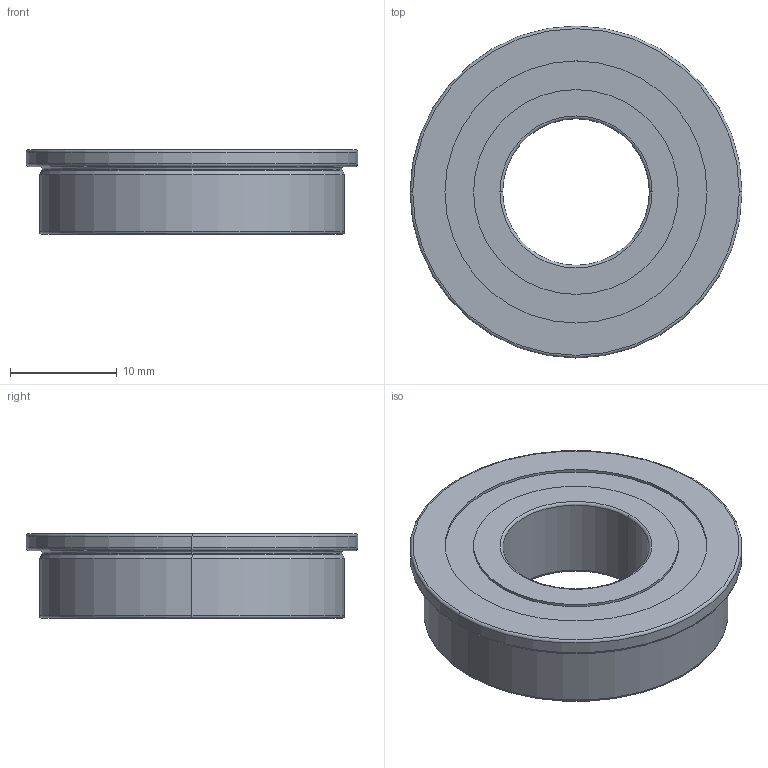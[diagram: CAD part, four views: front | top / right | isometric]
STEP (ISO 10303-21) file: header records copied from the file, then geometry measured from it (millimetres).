
FILE_DESCRIPTION (( 'STEP AP214' ), '1' );
FILE_NAME ('217-4006-STEP-20140807.STEP', '2014-08-07T14:42:17', ( '' ), ( '' ), 'SwSTEP 2.0', 'SolidWorks 2014', '' );
FILE_SCHEMA (( 'AUTOMOTIVE_DESIGN' ));
Length unit declared in the file: millimetre
Products named in the file (1): 217-4006-STEP-20140807
Bounding box: 31.12 x 31.12 x 7.94 mm (x, y, z)
Volume: 3993.1 mm3; surface area: 2338.9 mm2
Topology: 1 solids, 1 shells, 37 faces, 74 edges, 44 vertices
Faces by surface type: torus 14, cylinder 14, plane 7, cone 2
Entity records: 1016 total; most frequent: DIRECTION 208, CARTESIAN_POINT 156, ORIENTED_EDGE 148, AXIS2_PLACEMENT_3D 96, EDGE_CURVE 74, CIRCLE 58, EDGE_LOOP 44, VERTEX_POINT 44
